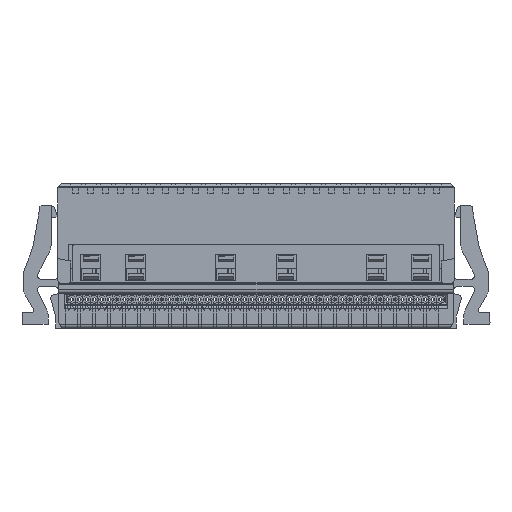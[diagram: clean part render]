
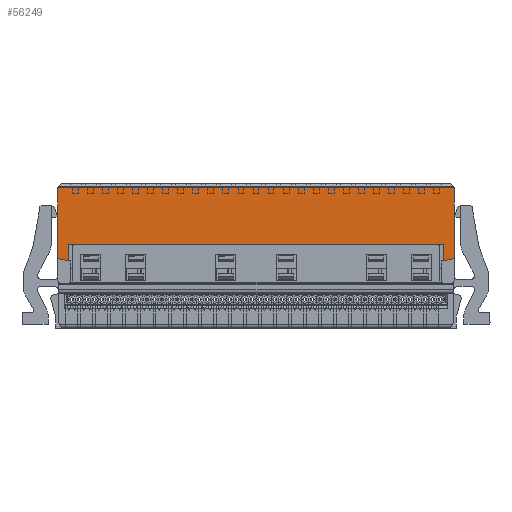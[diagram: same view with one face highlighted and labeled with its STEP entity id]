
A CAD part, front view. The second image highlights one B-rep face of the part: STEP entity #56249.
In plain terms, the highlighted planar face has unit normal (0, -1, 0).
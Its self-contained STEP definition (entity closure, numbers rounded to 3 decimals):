
#56199=AXIS2_PLACEMENT_3D('Plane Axis2P3D',#56196,#56197,#56198) ;
#54484=CARTESIAN_POINT('Vertex',(1.193,-109.175,9.429)) ;
#54487=CARTESIAN_POINT('Line Origine',(1.193,-109.175,6.439)) ;
#54491=CARTESIAN_POINT('Vertex',(1.193,-109.175,3.45)) ;
#55154=CARTESIAN_POINT('Vertex',(-32.308,-109.175,3.45)) ;
#55157=CARTESIAN_POINT('Line Origine',(-32.308,-109.175,6.439)) ;
#55161=CARTESIAN_POINT('Vertex',(-32.307,-109.175,9.429)) ;
#56196=CARTESIAN_POINT('Axis2P3D Location',(-32.552,-109.175,9.97)) ;
#56201=CARTESIAN_POINT('Line Origine',(-15.557,-109.175,9.429)) ;
#56206=CARTESIAN_POINT('Line Origine',(-31.867,-109.175,3.372)) ;
#56210=CARTESIAN_POINT('Vertex',(-31.428,-109.175,3.295)) ;
#56213=CARTESIAN_POINT('Line Origine',(-31.428,-109.175,3.972)) ;
#56217=CARTESIAN_POINT('Vertex',(-31.427,-109.175,4.65)) ;
#56220=CARTESIAN_POINT('Line Origine',(-15.558,-109.175,4.65)) ;
#56224=CARTESIAN_POINT('Vertex',(0.313,-109.175,4.65)) ;
#56227=CARTESIAN_POINT('Line Origine',(0.313,-109.175,3.972)) ;
#56231=CARTESIAN_POINT('Vertex',(0.313,-109.175,3.295)) ;
#56234=CARTESIAN_POINT('Line Origine',(0.753,-109.175,3.372)) ;
#54488=DIRECTION('Vector Direction',(0.,0.,1.)) ;
#55158=DIRECTION('Vector Direction',(0.,0.,-1.)) ;
#56197=DIRECTION('Axis2P3D Direction',(0.,-1.,0.)) ;
#56198=DIRECTION('Axis2P3D XDirection',(0.,0.,1.)) ;
#56202=DIRECTION('Vector Direction',(-1.,0.,0.)) ;
#56207=DIRECTION('Vector Direction',(0.985,0.,-0.174)) ;
#56214=DIRECTION('Vector Direction',(0.,0.,1.)) ;
#56221=DIRECTION('Vector Direction',(1.,0.,0.)) ;
#56228=DIRECTION('Vector Direction',(0.,0.,-1.)) ;
#56235=DIRECTION('Vector Direction',(0.985,0.,0.174)) ;
#54489=VECTOR('Line Direction',#54488,1.) ;
#55159=VECTOR('Line Direction',#55158,1.) ;
#56203=VECTOR('Line Direction',#56202,1.) ;
#56208=VECTOR('Line Direction',#56207,1.) ;
#56215=VECTOR('Line Direction',#56214,1.) ;
#56222=VECTOR('Line Direction',#56221,1.) ;
#56229=VECTOR('Line Direction',#56228,1.) ;
#56236=VECTOR('Line Direction',#56235,1.) ;
#56240=ORIENTED_EDGE('',*,*,#56205,.T.) ;
#56241=ORIENTED_EDGE('',*,*,#55163,.T.) ;
#56242=ORIENTED_EDGE('',*,*,#56212,.T.) ;
#56243=ORIENTED_EDGE('',*,*,#56219,.T.) ;
#56244=ORIENTED_EDGE('',*,*,#56226,.T.) ;
#56245=ORIENTED_EDGE('',*,*,#56233,.T.) ;
#56246=ORIENTED_EDGE('',*,*,#56238,.T.) ;
#56247=ORIENTED_EDGE('',*,*,#54493,.T.) ;
#56249=ADVANCED_FACE('1002\\MANIFOLD_SOLID_BREP #26514',(#56248),#56200,.T.) ;
#54493=EDGE_CURVE('',#54492,#54485,#54490,.T.) ;
#55163=EDGE_CURVE('',#55162,#55155,#55160,.T.) ;
#56205=EDGE_CURVE('',#54485,#55162,#56204,.T.) ;
#56212=EDGE_CURVE('',#55155,#56211,#56209,.T.) ;
#56219=EDGE_CURVE('',#56211,#56218,#56216,.T.) ;
#56226=EDGE_CURVE('',#56218,#56225,#56223,.T.) ;
#56233=EDGE_CURVE('',#56225,#56232,#56230,.T.) ;
#56238=EDGE_CURVE('',#56232,#54492,#56237,.T.) ;
#56239=EDGE_LOOP('',(#56240,#56241,#56242,#56243,#56244,#56245,#56246,#56247)) ;
#56248=FACE_OUTER_BOUND('',#56239,.T.) ;
#54490=LINE('Line',#54487,#54489) ;
#55160=LINE('Line',#55157,#55159) ;
#56204=LINE('Line',#56201,#56203) ;
#56209=LINE('Line',#56206,#56208) ;
#56216=LINE('Line',#56213,#56215) ;
#56223=LINE('Line',#56220,#56222) ;
#56230=LINE('Line',#56227,#56229) ;
#56237=LINE('Line',#56234,#56236) ;
#56200=PLANE('',#56199) ;
#54485=VERTEX_POINT('',#54484) ;
#54492=VERTEX_POINT('',#54491) ;
#55155=VERTEX_POINT('',#55154) ;
#55162=VERTEX_POINT('',#55161) ;
#56211=VERTEX_POINT('',#56210) ;
#56218=VERTEX_POINT('',#56217) ;
#56225=VERTEX_POINT('',#56224) ;
#56232=VERTEX_POINT('',#56231) ;
